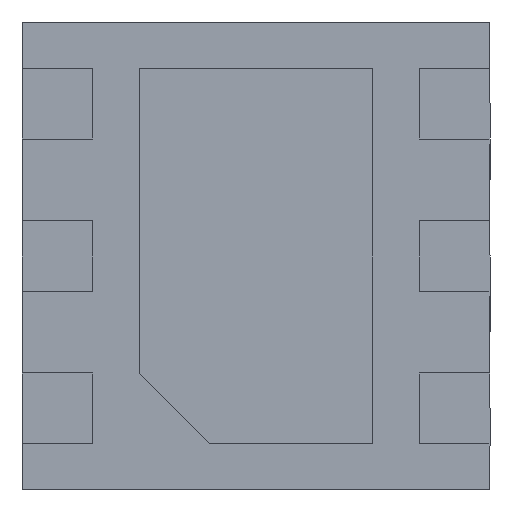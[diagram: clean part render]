
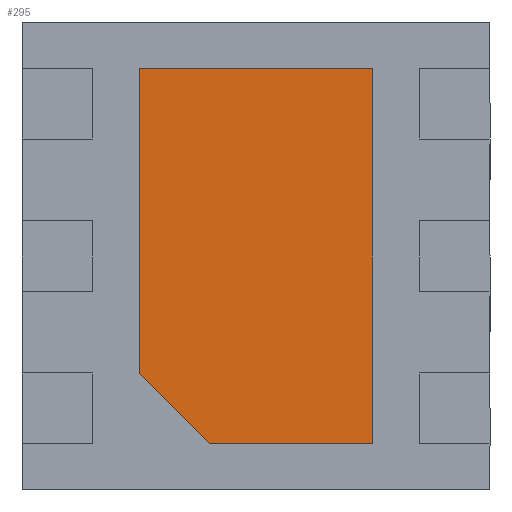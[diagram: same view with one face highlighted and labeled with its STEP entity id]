
A CAD part, front view. The second image highlights one B-rep face of the part: STEP entity #295.
In plain terms, the highlighted planar face has unit normal (0, -1, 0).
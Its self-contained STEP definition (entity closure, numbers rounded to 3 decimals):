
#28 = VECTOR ( 'NONE', #894, 1000. ) ;
#33 = CARTESIAN_POINT ( 'NONE',  ( -0.5, 0., -0.5 ) ) ;
#168 = CARTESIAN_POINT ( 'NONE',  ( 0.5, 0., 0.8 ) ) ;
#233 = DIRECTION ( 'NONE',  ( 0., 0., 1. ) ) ;
#295 = ADVANCED_FACE ( 'NONE', ( #1198 ), #1426, .T. ) ;
#656 = EDGE_CURVE ( 'NONE', #858, #1679, #1692, .T. ) ;
#667 = ORIENTED_EDGE ( 'NONE', *, *, #656, .T. ) ;
#712 = EDGE_CURVE ( 'NONE', #1098, #1515, #717, .T. ) ;
#717 = LINE ( 'NONE', #2278, #28 ) ;
#776 = VERTEX_POINT ( 'NONE', #33 ) ;
#785 = DIRECTION ( 'NONE',  ( 0., 0., -1. ) ) ;
#846 = LINE ( 'NONE', #1633, #1240 ) ;
#858 = VERTEX_POINT ( 'NONE', #1935 ) ;
#894 = DIRECTION ( 'NONE',  ( 1., 0., 0. ) ) ;
#1003 = DIRECTION ( 'NONE',  ( 0., -1., 0. ) ) ;
#1098 = VERTEX_POINT ( 'NONE', #2288 ) ;
#1100 = DIRECTION ( 'NONE',  ( -1., 0., 0. ) ) ;
#1112 = VECTOR ( 'NONE', #1100, 1000. ) ;
#1198 = FACE_OUTER_BOUND ( 'NONE', #1618, .T. ) ;
#1231 = EDGE_CURVE ( 'NONE', #1679, #776, #2349, .T. ) ;
#1240 = VECTOR ( 'NONE', #2420, 1000. ) ;
#1278 = CARTESIAN_POINT ( 'NONE',  ( -0.5, 0., 0.8 ) ) ;
#1367 = EDGE_CURVE ( 'NONE', #1515, #858, #2442, .T. ) ;
#1426 = PLANE ( 'NONE',  #2035 ) ;
#1515 = VERTEX_POINT ( 'NONE', #2163 ) ;
#1578 = ORIENTED_EDGE ( 'NONE', *, *, #1231, .T. ) ;
#1600 = ORIENTED_EDGE ( 'NONE', *, *, #712, .T. ) ;
#1618 = EDGE_LOOP ( 'NONE', ( #1578, #2463, #1600, #2202, #667 ) ) ;
#1633 = CARTESIAN_POINT ( 'NONE',  ( -0.5, 0., -0.5 ) ) ;
#1679 = VERTEX_POINT ( 'NONE', #1278 ) ;
#1692 = LINE ( 'NONE', #168, #1112 ) ;
#1730 = VECTOR ( 'NONE', #233, 1000. ) ;
#1935 = CARTESIAN_POINT ( 'NONE',  ( 0.5, 0., 0.8 ) ) ;
#1989 = CARTESIAN_POINT ( 'NONE',  ( 0.5, 0., 0.8 ) ) ;
#2009 = CARTESIAN_POINT ( 'NONE',  ( 0., 0., 0. ) ) ;
#2020 = DIRECTION ( 'NONE',  ( 0., 0., -1. ) ) ;
#2035 = AXIS2_PLACEMENT_3D ( 'NONE', #2009, #1003, #2020 ) ;
#2039 = VECTOR ( 'NONE', #785, 1000. ) ;
#2153 = CARTESIAN_POINT ( 'NONE',  ( -0.5, 0., 0.8 ) ) ;
#2163 = CARTESIAN_POINT ( 'NONE',  ( 0.5, 0., -0.8 ) ) ;
#2184 = EDGE_CURVE ( 'NONE', #776, #1098, #846, .T. ) ;
#2202 = ORIENTED_EDGE ( 'NONE', *, *, #1367, .T. ) ;
#2278 = CARTESIAN_POINT ( 'NONE',  ( 0.5, 0., -0.8 ) ) ;
#2288 = CARTESIAN_POINT ( 'NONE',  ( -0.2, 0., -0.8 ) ) ;
#2349 = LINE ( 'NONE', #2153, #2039 ) ;
#2420 = DIRECTION ( 'NONE',  ( 0.707, 0., -0.707 ) ) ;
#2442 = LINE ( 'NONE', #1989, #1730 ) ;
#2463 = ORIENTED_EDGE ( 'NONE', *, *, #2184, .T. ) ;
